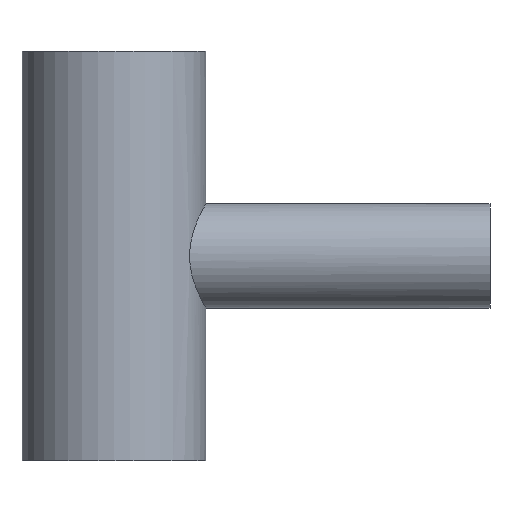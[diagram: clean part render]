
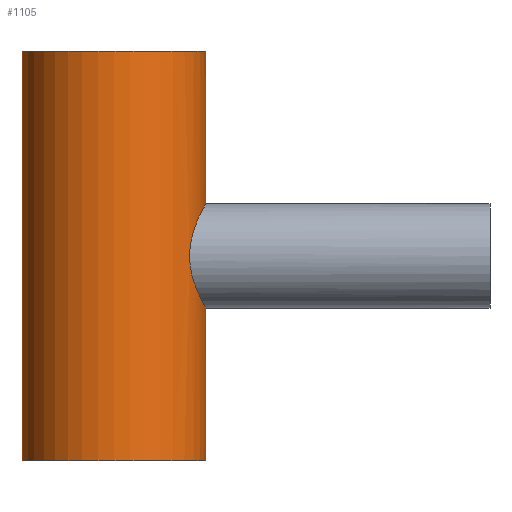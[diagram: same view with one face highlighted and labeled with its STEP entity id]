
A CAD part, front view. The second image highlights one B-rep face of the part: STEP entity #1105.
In plain terms, the highlighted cylindrical face has radius 22 mm (diameter 44 mm), a partial arc.
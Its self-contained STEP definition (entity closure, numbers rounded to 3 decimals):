
#1 = VERTEX_POINT ( 'NONE', #564 ) ;
#12 = CARTESIAN_POINT ( 'NONE',  ( 20.638, -7.652, -9.917 ) ) ;
#24 = EDGE_CURVE ( 'NONE', #531, #331, #1184, .T. ) ;
#59 = AXIS2_PLACEMENT_3D ( 'NONE', #834, #355, #719 ) ;
#70 = EDGE_CURVE ( 'NONE', #531, #905, #757, .T. ) ;
#86 = CARTESIAN_POINT ( 'NONE',  ( 18.555, -11.82, -4.087 ) ) ;
#93 = CARTESIAN_POINT ( 'NONE',  ( 21.756, -3.291, -12.066 ) ) ;
#103 = CARTESIAN_POINT ( 'NONE',  ( -22., 0., -49. ) ) ;
#107 = CARTESIAN_POINT ( 'NONE',  ( 18.329, -12.168, -2.891 ) ) ;
#113 = CARTESIAN_POINT ( 'NONE',  ( 18.33, -12.166, 2.899 ) ) ;
#137 = CIRCLE ( 'NONE', #252, 22. ) ;
#176 = CARTESIAN_POINT ( 'NONE',  ( 19.16, -10.824, 6.304 ) ) ;
#182 = CARTESIAN_POINT ( 'NONE',  ( 22., -0.847, -12.5 ) ) ;
#245 = VERTEX_POINT ( 'NONE', #749 ) ;
#251 = CARTESIAN_POINT ( 'NONE',  ( 18.399, -12.063, 3.302 ) ) ;
#252 = AXIS2_PLACEMENT_3D ( 'NONE', #715, #1002, #274 ) ;
#261 = CARTESIAN_POINT ( 'NONE',  ( 21.083, -6.324, 10.813 ) ) ;
#267 = CARTESIAN_POINT ( 'NONE',  ( 21.542, -4.48, 11.677 ) ) ;
#274 = DIRECTION ( 'NONE',  ( 1., 0., 0. ) ) ;
#275 = VERTEX_POINT ( 'NONE', #475 ) ;
#279 = CARTESIAN_POINT ( 'NONE',  ( 20.392, -8.28, -9.398 ) ) ;
#280 = CARTESIAN_POINT ( 'NONE',  ( 21.813, -2.893, 12.168 ) ) ;
#286 = CARTESIAN_POINT ( 'NONE',  ( 19.644, -9.917, -7.651 ) ) ;
#295 = CARTESIAN_POINT ( 'NONE',  ( 21.951, -1.675, -12.415 ) ) ;
#317 = EDGE_CURVE ( 'NONE', #905, #275, #137, .T. ) ;
#323 = CARTESIAN_POINT ( 'NONE',  ( 0., 0., 49. ) ) ;
#331 = VERTEX_POINT ( 'NONE', #554 ) ;
#343 = CARTESIAN_POINT ( 'NONE',  ( 18.557, -11.818, 4.094 ) ) ;
#344 = ORIENTED_EDGE ( 'NONE', *, *, #547, .F. ) ;
#355 = DIRECTION ( 'NONE',  ( 0., 0., 1. ) ) ;
#363 = CARTESIAN_POINT ( 'NONE',  ( 18.936, -11.205, 5.599 ) ) ;
#368 = CARTESIAN_POINT ( 'NONE',  ( 18.839, -11.364, -5.223 ) ) ;
#370 = CARTESIAN_POINT ( 'NONE',  ( 20.745, -7.333, 10.131 ) ) ;
#373 = ORIENTED_EDGE ( 'NONE', *, *, #70, .T. ) ;
#400 = ORIENTED_EDGE ( 'NONE', *, *, #24, .F. ) ;
#404 = LINE ( 'NONE', #488, #1088 ) ;
#407 = EDGE_CURVE ( 'NONE', #1, #245, #701, .T. ) ;
#413 = VECTOR ( 'NONE', #481, 1000. ) ;
#440 = EDGE_CURVE ( 'NONE', #245, #275, #404, .T. ) ;
#451 = CARTESIAN_POINT ( 'NONE',  ( 19.284, -10.593, -6.648 ) ) ;
#459 = CARTESIAN_POINT ( 'NONE',  ( 21.813, -2.89, -12.168 ) ) ;
#466 = CARTESIAN_POINT ( 'NONE',  ( 18.646, -11.677, 4.478 ) ) ;
#474 = CARTESIAN_POINT ( 'NONE',  ( 21.543, -4.476, -11.678 ) ) ;
#475 = CARTESIAN_POINT ( 'NONE',  ( 22., 0., -49. ) ) ;
#477 = CARTESIAN_POINT ( 'NONE',  ( -22., 0., 49. ) ) ;
#478 = CARTESIAN_POINT ( 'NONE',  ( 21.287, -5.61, -11.201 ) ) ;
#481 = DIRECTION ( 'NONE',  ( 0., 0., -1. ) ) ;
#488 = CARTESIAN_POINT ( 'NONE',  ( 22., 0., 49. ) ) ;
#519 = DIRECTION ( 'NONE',  ( 0., 0., -1. ) ) ;
#531 = VERTEX_POINT ( 'NONE', #982 ) ;
#547 = EDGE_CURVE ( 'NONE', #331, #1, #791, .T. ) ;
#553 = CARTESIAN_POINT ( 'NONE',  ( 18.104, -12.5, -0.843 ) ) ;
#554 = CARTESIAN_POINT ( 'NONE',  ( 22., 0., 49. ) ) ;
#561 = CARTESIAN_POINT ( 'NONE',  ( 22., -0.846, 12.5 ) ) ;
#564 = CARTESIAN_POINT ( 'NONE',  ( 22., 0., 12.5 ) ) ;
#607 = EDGE_LOOP ( 'NONE', ( #344, #400, #373, #1106, #902, #613 ) ) ;
#613 = ORIENTED_EDGE ( 'NONE', *, *, #407, .F. ) ;
#618 = CARTESIAN_POINT ( 'NONE',  ( 19.892, -9.401, 8.248 ) ) ;
#632 = CARTESIAN_POINT ( 'NONE',  ( 20.017, -9.133, 8.544 ) ) ;
#647 = CARTESIAN_POINT ( 'NONE',  ( 20.627, -7.657, 9.888 ) ) ;
#651 = CARTESIAN_POINT ( 'NONE',  ( 21.085, -6.319, -10.815 ) ) ;
#655 = CARTESIAN_POINT ( 'NONE',  ( 18.104, -12.5, 0.85 ) ) ;
#701 = B_SPLINE_CURVE_WITH_KNOTS ( 'NONE', 3,
 ( #1195, #561, #722, #280, #1201, #808, #267, #1112, #261, #370, #647, #1098, #704, #632, #618, #928, #1007, #176, #363, #466, #343, #251, #113, #1116, #655, #553, #830, #107, #844, #86, #1200, #368, #1110, #1025, #451, #286, #934, #279, #12, #651, #478, #474, #921, #93, #459, #295, #182, #736 ),
 .UNSPECIFIED., .F., .F.,
 ( 4, 2, 2, 2, 2, 2, 2, 2, 2, 2, 2, 2, 2, 2, 2, 2, 2, 2, 2, 2, 2, 2, 2, 4 ),
 ( 0., 0.002, 0.004, 0.005, 0.007, 0.009, 0.01, 0.011, 0.012, 0.015, 0.016, 0.017, 0.02, 0.022, 0.024, 0.025, 0.026, 0.027, 0.03, 0.032, 0.035, 0.036, 0.037, 0.04 ),
 .UNSPECIFIED. ) ;
#704 = CARTESIAN_POINT ( 'NONE',  ( 20.264, -8.57, 9.108 ) ) ;
#715 = CARTESIAN_POINT ( 'NONE',  ( 0., 0., -49. ) ) ;
#719 = DIRECTION ( 'NONE',  ( 1., 0., 0. ) ) ;
#722 = CARTESIAN_POINT ( 'NONE',  ( 21.951, -1.675, 12.415 ) ) ;
#736 = CARTESIAN_POINT ( 'NONE',  ( 22., 0., -12.5 ) ) ;
#749 = CARTESIAN_POINT ( 'NONE',  ( 22., 0., -12.5 ) ) ;
#757 = LINE ( 'NONE', #477, #413 ) ;
#791 = LINE ( 'NONE', #1061, #990 ) ;
#796 = DIRECTION ( 'NONE',  ( -1., 0., 0. ) ) ;
#808 = CARTESIAN_POINT ( 'NONE',  ( 21.62, -4.091, 11.819 ) ) ;
#830 = CARTESIAN_POINT ( 'NONE',  ( 18.163, -12.415, -1.672 ) ) ;
#834 = CARTESIAN_POINT ( 'NONE',  ( 0., 0., 49. ) ) ;
#844 = CARTESIAN_POINT ( 'NONE',  ( 18.397, -12.065, -3.295 ) ) ;
#902 = ORIENTED_EDGE ( 'NONE', *, *, #440, .F. ) ;
#905 = VERTEX_POINT ( 'NONE', #103 ) ;
#921 = CARTESIAN_POINT ( 'NONE',  ( 21.621, -4.083, -11.822 ) ) ;
#928 = CARTESIAN_POINT ( 'NONE',  ( 19.643, -9.911, 7.628 ) ) ;
#934 = CARTESIAN_POINT ( 'NONE',  ( 19.895, -9.41, -8.267 ) ) ;
#982 = CARTESIAN_POINT ( 'NONE',  ( -22., 0., 49. ) ) ;
#988 = CYLINDRICAL_SURFACE ( 'NONE', #1178, 22. ) ;
#990 = VECTOR ( 'NONE', #519, 1000. ) ;
#997 = FACE_OUTER_BOUND ( 'NONE', #607, .T. ) ;
#1002 = DIRECTION ( 'NONE',  ( 0., 0., 1. ) ) ;
#1007 = CARTESIAN_POINT ( 'NONE',  ( 19.519, -10.152, 7.303 ) ) ;
#1025 = CARTESIAN_POINT ( 'NONE',  ( 19.166, -10.804, -6.3 ) ) ;
#1061 = CARTESIAN_POINT ( 'NONE',  ( 22., 0., 49. ) ) ;
#1088 = VECTOR ( 'NONE', #1131, 1000. ) ;
#1098 = CARTESIAN_POINT ( 'NONE',  ( 20.387, -8.275, 9.377 ) ) ;
#1105 = ADVANCED_FACE ( 'NONE', ( #997 ), #988, .T. ) ;
#1106 = ORIENTED_EDGE ( 'NONE', *, *, #317, .T. ) ;
#1110 = CARTESIAN_POINT ( 'NONE',  ( 18.944, -11.189, -5.588 ) ) ;
#1112 = CARTESIAN_POINT ( 'NONE',  ( 21.286, -5.612, 11.199 ) ) ;
#1116 = CARTESIAN_POINT ( 'NONE',  ( 18.164, -12.414, 1.68 ) ) ;
#1131 = DIRECTION ( 'NONE',  ( 0., 0., -1. ) ) ;
#1152 = DIRECTION ( 'NONE',  ( 0., 0., -1. ) ) ;
#1178 = AXIS2_PLACEMENT_3D ( 'NONE', #323, #1152, #796 ) ;
#1184 = CIRCLE ( 'NONE', #59, 22. ) ;
#1195 = CARTESIAN_POINT ( 'NONE',  ( 22., 0., 12.5 ) ) ;
#1200 = CARTESIAN_POINT ( 'NONE',  ( 18.645, -11.68, -4.472 ) ) ;
#1201 = CARTESIAN_POINT ( 'NONE',  ( 21.756, -3.295, 12.065 ) ) ;
